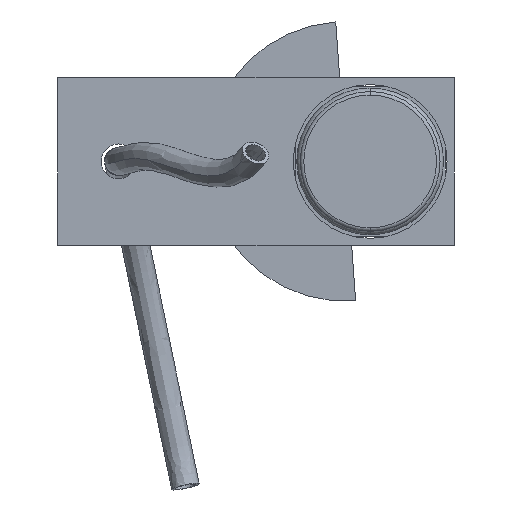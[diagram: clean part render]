
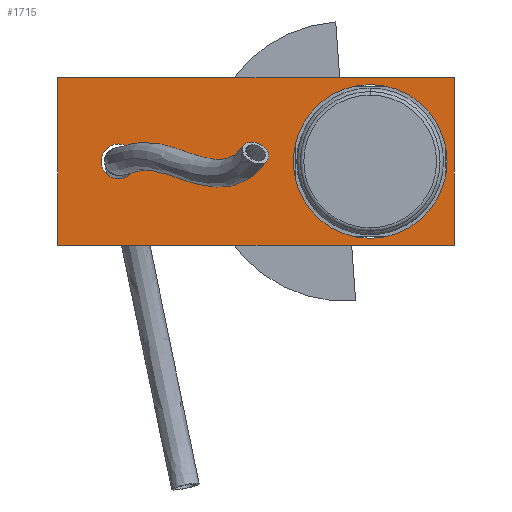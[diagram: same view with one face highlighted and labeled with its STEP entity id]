
A CAD part, front view. The second image highlights one B-rep face of the part: STEP entity #1715.
In plain terms, the highlighted face is planar.
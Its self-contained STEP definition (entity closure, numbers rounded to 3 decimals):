
#157 = AXIS2_PLACEMENT_3D ( 'NONE', #3641, #703, #1992 ) ;
#178 = AXIS2_PLACEMENT_3D ( 'NONE', #3460, #3149, #2456 ) ;
#247 = AXIS2_PLACEMENT_3D ( 'NONE', #2898, #858, #885 ) ;
#251 = CARTESIAN_POINT ( 'NONE',  ( 96., 15., -24. ) ) ;
#318 = CIRCLE ( 'NONE', #178, 22. ) ;
#373 = DIRECTION ( 'NONE',  ( 0., 0., -1. ) ) ;
#382 = AXIS2_PLACEMENT_3D ( 'NONE', #1371, #2707, #4018 ) ;
#570 = DIRECTION ( 'NONE',  ( 0., 0., 1. ) ) ;
#703 = DIRECTION ( 'NONE',  ( 0., -1., 0. ) ) ;
#716 = VERTEX_POINT ( 'NONE', #1831 ) ;
#720 = ORIENTED_EDGE ( 'NONE', *, *, #1018, .T. ) ;
#744 = CARTESIAN_POINT ( 'NONE',  ( 113.319, 15., 0. ) ) ;
#783 = ORIENTED_EDGE ( 'NONE', *, *, #2383, .F. ) ;
#858 = DIRECTION ( 'NONE',  ( 0., 1., 0. ) ) ;
#865 = ORIENTED_EDGE ( 'NONE', *, *, #2544, .T. ) ;
#885 = DIRECTION ( 'NONE',  ( 0., 0., 1. ) ) ;
#964 = FACE_OUTER_BOUND ( 'NONE', #3378, .T. ) ;
#1018 = EDGE_CURVE ( 'NONE', #716, #2529, #3358, .T. ) ;
#1143 = EDGE_CURVE ( 'NONE', #1899, #716, #2149, .T. ) ;
#1274 = VERTEX_POINT ( 'NONE', #2608 ) ;
#1365 = EDGE_LOOP ( 'NONE', ( #1560, #2578 ) ) ;
#1371 = CARTESIAN_POINT ( 'NONE',  ( 96., 15., -24. ) ) ;
#1437 = ORIENTED_EDGE ( 'NONE', *, *, #1798, .T. ) ;
#1480 = LINE ( 'NONE', #3503, #1547 ) ;
#1481 = VERTEX_POINT ( 'NONE', #2211 ) ;
#1547 = VECTOR ( 'NONE', #570, 1000. ) ;
#1560 = ORIENTED_EDGE ( 'NONE', *, *, #3036, .F. ) ;
#1561 = CIRCLE ( 'NONE', #3266, 5. ) ;
#1715 = ADVANCED_FACE ( 'NONE', ( #964, #3966, #3922 ), #1934, .F. ) ;
#1739 = VERTEX_POINT ( 'NONE', #3376 ) ;
#1798 = EDGE_CURVE ( 'NONE', #1967, #1899, #3038, .T. ) ;
#1831 = CARTESIAN_POINT ( 'NONE',  ( 113.319, 15., -48. ) ) ;
#1899 = VERTEX_POINT ( 'NONE', #2691 ) ;
#1934 = PLANE ( 'NONE',  #157 ) ;
#1967 = VERTEX_POINT ( 'NONE', #3488 ) ;
#1992 = DIRECTION ( 'NONE',  ( 0., 0., -1. ) ) ;
#2076 = EDGE_CURVE ( 'NONE', #1739, #3417, #1561, .T. ) ;
#2149 = LINE ( 'NONE', #744, #3343 ) ;
#2211 = CARTESIAN_POINT ( 'NONE',  ( 24., 15., -2. ) ) ;
#2383 = EDGE_CURVE ( 'NONE', #3417, #1739, #2988, .T. ) ;
#2393 = VECTOR ( 'NONE', #4044, 1000. ) ;
#2414 = CARTESIAN_POINT ( 'NONE',  ( 96., 15., -19. ) ) ;
#2415 = CARTESIAN_POINT ( 'NONE',  ( 0., 15., 0. ) ) ;
#2456 = DIRECTION ( 'NONE',  ( 0., 0., 1. ) ) ;
#2529 = VERTEX_POINT ( 'NONE', #3121 ) ;
#2544 = EDGE_CURVE ( 'NONE', #2529, #1967, #1480, .T. ) ;
#2578 = ORIENTED_EDGE ( 'NONE', *, *, #3298, .F. ) ;
#2608 = CARTESIAN_POINT ( 'NONE',  ( 24., 15., -46. ) ) ;
#2691 = CARTESIAN_POINT ( 'NONE',  ( 113.319, 15., 0. ) ) ;
#2707 = DIRECTION ( 'NONE',  ( 0., 1., 0. ) ) ;
#2837 = EDGE_LOOP ( 'NONE', ( #3677, #783 ) ) ;
#2898 = CARTESIAN_POINT ( 'NONE',  ( 24., 15., -24. ) ) ;
#2988 = CIRCLE ( 'NONE', #382, 5. ) ;
#3036 = EDGE_CURVE ( 'NONE', #1274, #1481, #3597, .T. ) ;
#3038 = LINE ( 'NONE', #2415, #3102 ) ;
#3102 = VECTOR ( 'NONE', #4090, 1000. ) ;
#3121 = CARTESIAN_POINT ( 'NONE',  ( 0., 15., -48. ) ) ;
#3149 = DIRECTION ( 'NONE',  ( 0., 1., 0. ) ) ;
#3208 = DIRECTION ( 'NONE',  ( 0., 1., 0. ) ) ;
#3266 = AXIS2_PLACEMENT_3D ( 'NONE', #251, #3208, #4169 ) ;
#3298 = EDGE_CURVE ( 'NONE', #1481, #1274, #318, .T. ) ;
#3343 = VECTOR ( 'NONE', #373, 1000. ) ;
#3358 = LINE ( 'NONE', #3683, #2393 ) ;
#3376 = CARTESIAN_POINT ( 'NONE',  ( 96., 15., -29. ) ) ;
#3378 = EDGE_LOOP ( 'NONE', ( #865, #1437, #3943, #720 ) ) ;
#3417 = VERTEX_POINT ( 'NONE', #2414 ) ;
#3460 = CARTESIAN_POINT ( 'NONE',  ( 24., 15., -24. ) ) ;
#3488 = CARTESIAN_POINT ( 'NONE',  ( 0., 15., 0. ) ) ;
#3503 = CARTESIAN_POINT ( 'NONE',  ( 0., 15., 0. ) ) ;
#3597 = CIRCLE ( 'NONE', #247, 22. ) ;
#3641 = CARTESIAN_POINT ( 'NONE',  ( 0., 15., 0. ) ) ;
#3677 = ORIENTED_EDGE ( 'NONE', *, *, #2076, .F. ) ;
#3683 = CARTESIAN_POINT ( 'NONE',  ( 0., 15., -48. ) ) ;
#3922 = FACE_BOUND ( 'NONE', #2837, .T. ) ;
#3943 = ORIENTED_EDGE ( 'NONE', *, *, #1143, .T. ) ;
#3966 = FACE_BOUND ( 'NONE', #1365, .T. ) ;
#4018 = DIRECTION ( 'NONE',  ( 0., 0., 1. ) ) ;
#4044 = DIRECTION ( 'NONE',  ( -1., 0., 0. ) ) ;
#4090 = DIRECTION ( 'NONE',  ( 1., 0., 0. ) ) ;
#4169 = DIRECTION ( 'NONE',  ( 0., 0., 1. ) ) ;
